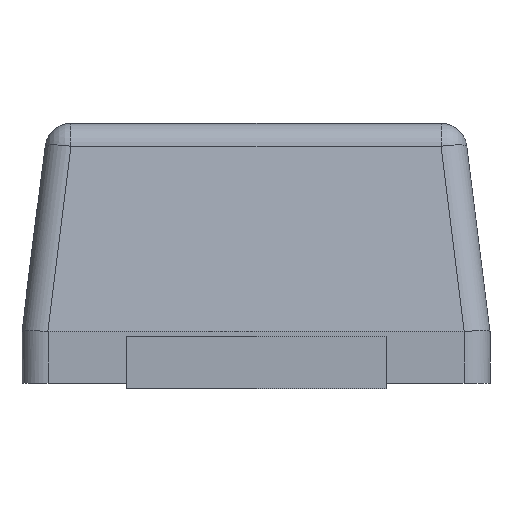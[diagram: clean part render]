
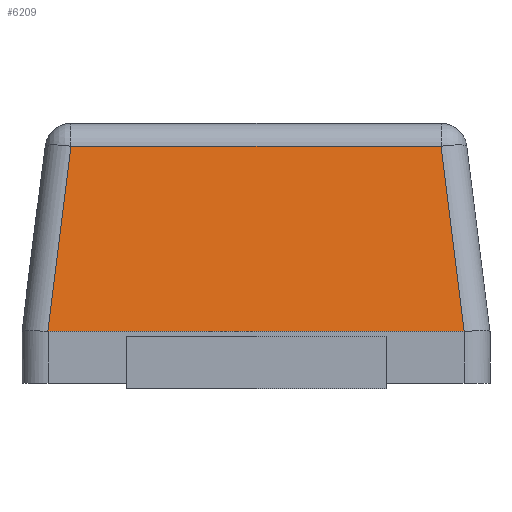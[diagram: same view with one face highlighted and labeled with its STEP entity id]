
A CAD part, left-side view. The second image highlights one B-rep face of the part: STEP entity #6209.
In plain terms, the highlighted planar face has unit normal (-0.992, 0, 0.124).
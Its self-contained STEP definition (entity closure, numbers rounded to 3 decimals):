
#2 = VECTOR ( 'NONE', #5518, 1000. ) ;
#38 = EDGE_LOOP ( 'NONE', ( #6433, #5077, #1275, #6300, #5539, #12351 ) ) ;
#403 = CARTESIAN_POINT ( 'NONE',  ( -1.4, -0.8, 0.22 ) ) ;
#501 = CARTESIAN_POINT ( 'NONE',  ( -1.4, -0.9, 0.22 ) ) ;
#829 = VECTOR ( 'NONE', #8748, 1000. ) ;
#924 = VERTEX_POINT ( 'NONE', #6781 ) ;
#1275 = ORIENTED_EDGE ( 'NONE', *, *, #4638, .T. ) ;
#1536 = DIRECTION ( 'NONE',  ( 0.123, 0.123, 0.985 ) ) ;
#1617 = VERTEX_POINT ( 'NONE', #5917 ) ;
#1769 = CARTESIAN_POINT ( 'NONE',  ( -1.4, -0.8, 0.22 ) ) ;
#2474 = CARTESIAN_POINT ( 'NONE',  ( -1.289, -0.69, 1.105 ) ) ;
#2620 = CARTESIAN_POINT ( 'NONE',  ( -1.4, 0.801, 0.22 ) ) ;
#2652 = CARTESIAN_POINT ( 'NONE',  ( -1.4, 0.8, 0.22 ) ) ;
#2654 = CARTESIAN_POINT ( 'NONE',  ( -1.311, 0.712, 0.932 ) ) ;
#3137 = VERTEX_POINT ( 'NONE', #2620 ) ;
#3569 = DIRECTION ( 'NONE',  ( 0., -1., 0. ) ) ;
#3589 = CARTESIAN_POINT ( 'NONE',  ( -1.4, 0.801, 0.22 ) ) ;
#4488 = AXIS2_PLACEMENT_3D ( 'NONE', #7734, #10553, #3569 ) ;
#4638 = EDGE_CURVE ( 'NONE', #11003, #924, #7717, .T. ) ;
#4659 = CARTESIAN_POINT ( 'NONE',  ( -1.289, 0.69, 1.105 ) ) ;
#4700 = VECTOR ( 'NONE', #9117, 1000. ) ;
#4871 = EDGE_CURVE ( 'NONE', #3137, #1617, #9099, .T. ) ;
#5077 = ORIENTED_EDGE ( 'NONE', *, *, #9479, .T. ) ;
#5518 = DIRECTION ( 'NONE',  ( 0., 1., 0. ) ) ;
#5539 = ORIENTED_EDGE ( 'NONE', *, *, #6219, .T. ) ;
#5792 = EDGE_CURVE ( 'NONE', #924, #9844, #13100, .T. ) ;
#5917 = CARTESIAN_POINT ( 'NONE',  ( -1.4, 0.8, 0.22 ) ) ;
#6065 = VECTOR ( 'NONE', #1536, 1000. ) ;
#6209 = ADVANCED_FACE ( 'NONE', ( #10666 ), #7543, .F. ) ;
#6219 = EDGE_CURVE ( 'NONE', #9844, #3137, #11727, .T. ) ;
#6300 = ORIENTED_EDGE ( 'NONE', *, *, #5792, .T. ) ;
#6433 = ORIENTED_EDGE ( 'NONE', *, *, #11561, .F. ) ;
#6759 = CARTESIAN_POINT ( 'NONE',  ( -1.4, 0.8, 0.22 ) ) ;
#6781 = CARTESIAN_POINT ( 'NONE',  ( -1.311, -0.712, 0.932 ) ) ;
#7543 = PLANE ( 'NONE',  #4488 ) ;
#7717 = LINE ( 'NONE', #2474, #6065 ) ;
#7734 = CARTESIAN_POINT ( 'NONE',  ( -1.3, 0., 1.02 ) ) ;
#8030 = CARTESIAN_POINT ( 'NONE',  ( -1.311, 0.8, 0.932 ) ) ;
#8748 = DIRECTION ( 'NONE',  ( -0.123, 0.123, -0.985 ) ) ;
#9099 =( BOUNDED_CURVE ( )  B_SPLINE_CURVE ( 3, ( #3589, #11755, #2652, #6759 ),
 .UNSPECIFIED., .F., .F. ) 
 B_SPLINE_CURVE_WITH_KNOTS ( ( 4, 4 ),
 ( 6.275, 6.283 ),
 .UNSPECIFIED. ) 
 CURVE ( )  GEOMETRIC_REPRESENTATION_ITEM ( )  RATIONAL_B_SPLINE_CURVE ( ( 1., 1., 1., 1. ) ) 
 REPRESENTATION_ITEM ( '' )  );
#9117 = DIRECTION ( 'NONE',  ( 0., 1., 0. ) ) ;
#9479 = EDGE_CURVE ( 'NONE', #12819, #11003, #11869, .T. ) ;
#9714 = LINE ( 'NONE', #501, #2 ) ;
#9785 = CARTESIAN_POINT ( 'NONE',  ( -1.4, -0.8, 0.22 ) ) ;
#9844 = VERTEX_POINT ( 'NONE', #2654 ) ;
#10553 = DIRECTION ( 'NONE',  ( 0.992, 0., -0.124 ) ) ;
#10645 = CARTESIAN_POINT ( 'NONE',  ( -1.4, -0.801, 0.22 ) ) ;
#10666 = FACE_OUTER_BOUND ( 'NONE', #38, .T. ) ;
#10894 = CARTESIAN_POINT ( 'NONE',  ( -1.4, -0.801, 0.22 ) ) ;
#11003 = VERTEX_POINT ( 'NONE', #12484 ) ;
#11561 = EDGE_CURVE ( 'NONE', #12819, #1617, #9714, .T. ) ;
#11727 = LINE ( 'NONE', #4659, #829 ) ;
#11755 = CARTESIAN_POINT ( 'NONE',  ( -1.4, 0.801, 0.22 ) ) ;
#11869 =( BOUNDED_CURVE ( )  B_SPLINE_CURVE ( 3, ( #403, #9785, #10894, #10645 ),
 .UNSPECIFIED., .F., .F. ) 
 B_SPLINE_CURVE_WITH_KNOTS ( ( 4, 4 ),
 ( 0., 0.008 ),
 .UNSPECIFIED. ) 
 CURVE ( )  GEOMETRIC_REPRESENTATION_ITEM ( )  RATIONAL_B_SPLINE_CURVE ( ( 1., 1., 1., 1. ) ) 
 REPRESENTATION_ITEM ( '' )  );
#12351 = ORIENTED_EDGE ( 'NONE', *, *, #4871, .T. ) ;
#12484 = CARTESIAN_POINT ( 'NONE',  ( -1.4, -0.801, 0.22 ) ) ;
#12819 = VERTEX_POINT ( 'NONE', #1769 ) ;
#13100 = LINE ( 'NONE', #8030, #4700 ) ;
